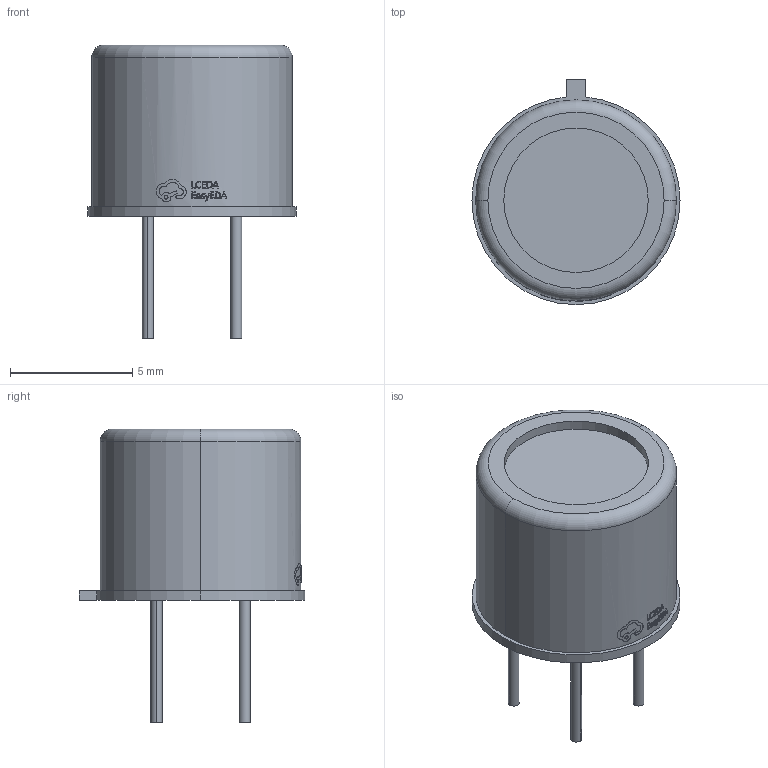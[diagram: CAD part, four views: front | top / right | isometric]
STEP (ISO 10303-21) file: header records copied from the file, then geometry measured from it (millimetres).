
FILE_DESCRIPTION (( 'STEP AP214' ), '1' );
FILE_NAME ('SENSOR-TH_4P-BD8.5-P3.6_SYS-CC001.STEP', '2024-11-21T13:52:34', ( 'User' ), ( 'China' ), 'SwSTEP 2.0', 'SolidWorks 2020', '' );
FILE_SCHEMA (( 'AUTOMOTIVE_DESIGN' ));
Length unit declared in the file: millimetre
Products named in the file (1): SENSOR-TH_4P-BD8.5-P3.6_SYS-CC001
Bounding box: 8.5 x 9.2 x 12 mm (x, y, z)
Volume: 362.4 mm3; surface area: 326.2 mm2
Topology: 1 solids, 1 shells, 251 faces, 670 edges, 446 vertices
Faces by surface type: bspline 121, plane 94, cylinder 34, torus 2
Entity records: 11528 total; most frequent: CARTESIAN_POINT 3468, ORIENTED_EDGE 1340, DIRECTION 671, EDGE_CURVE 670, VERTEX_POINT 446, B_SPLINE_CURVE_WITH_KNOTS 391, EDGE_LOOP 276, AXIS2_PLACEMENT_3D 261
